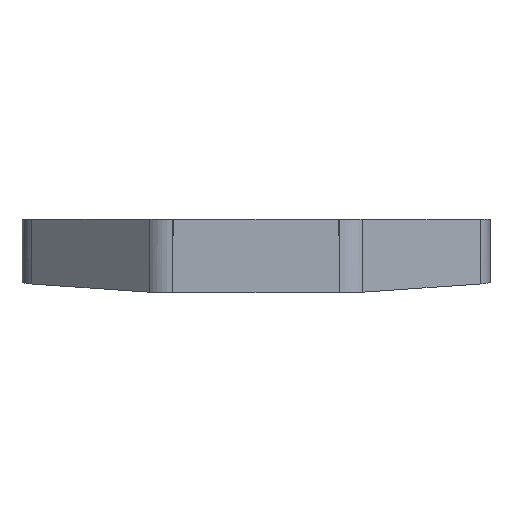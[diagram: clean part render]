
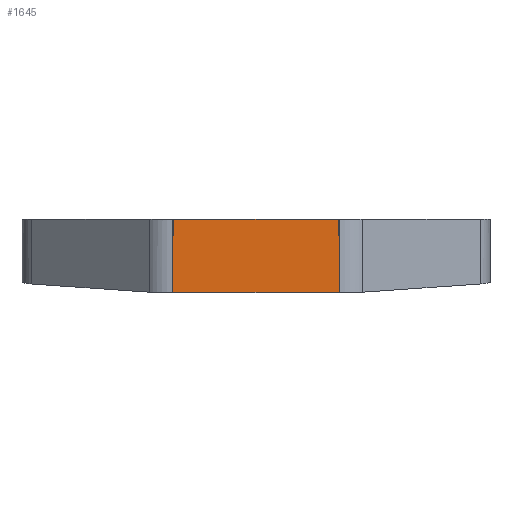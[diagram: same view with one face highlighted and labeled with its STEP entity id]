
A CAD part, front view. The second image highlights one B-rep face of the part: STEP entity #1645.
In plain terms, the highlighted planar face has unit normal (0, -1, 0).
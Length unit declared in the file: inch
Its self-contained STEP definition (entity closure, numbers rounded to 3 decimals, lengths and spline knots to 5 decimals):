
#59=DIRECTION('',(0.,0.,-1.));
#60=VECTOR('',#59,1.12036);
#61=CARTESIAN_POINT('',(-1.275,-3.57813,-0.12914));
#62=LINE('',#61,#60);
#63=DIRECTION('',(1.,0.,0.));
#64=VECTOR('',#63,2.55);
#65=CARTESIAN_POINT('',(-1.275,-3.57813,-0.12914));
#66=LINE('',#65,#64);
#67=DIRECTION('',(0.,0.,-1.));
#68=VECTOR('',#67,1.12036);
#69=CARTESIAN_POINT('',(1.275,-3.57813,-0.12914));
#70=LINE('',#69,#68);
#71=DIRECTION('',(-1.,0.,0.));
#72=VECTOR('',#71,2.55);
#73=CARTESIAN_POINT('',(1.275,-3.57813,-1.2495));
#74=LINE('',#73,#72);
#1329=CARTESIAN_POINT('',(1.275,-3.57813,-1.2495));
#1330=CARTESIAN_POINT('',(-1.275,-3.57813,-1.2495));
#1331=VERTEX_POINT('',#1329);
#1332=VERTEX_POINT('',#1330);
#1369=CARTESIAN_POINT('',(-1.275,-3.57813,-0.12914));
#1370=VERTEX_POINT('',#1369);
#1371=CARTESIAN_POINT('',(1.275,-3.57813,-0.12914));
#1372=VERTEX_POINT('',#1371);
#1631=CARTESIAN_POINT('',(-1.48211,-3.57813,0.));
#1632=DIRECTION('',(0.,-1.,0.));
#1633=DIRECTION('',(1.,0.,0.));
#1634=AXIS2_PLACEMENT_3D('',#1631,#1632,#1633);
#1635=PLANE('',#1634);
#1637=ORIENTED_EDGE('',*,*,#1636,.F.);
#1639=ORIENTED_EDGE('',*,*,#1638,.T.);
#1640=ORIENTED_EDGE('',*,*,#1619,.T.);
#1642=ORIENTED_EDGE('',*,*,#1641,.T.);
#1643=EDGE_LOOP('',(#1637,#1639,#1640,#1642));
#1644=FACE_OUTER_BOUND('',#1643,.F.);
#1645=ADVANCED_FACE('',(#1644),#1635,.T.);
#1619=EDGE_CURVE('',#1372,#1331,#70,.T.);
#1636=EDGE_CURVE('',#1370,#1332,#62,.T.);
#1638=EDGE_CURVE('',#1370,#1372,#66,.T.);
#1641=EDGE_CURVE('',#1331,#1332,#74,.T.);
